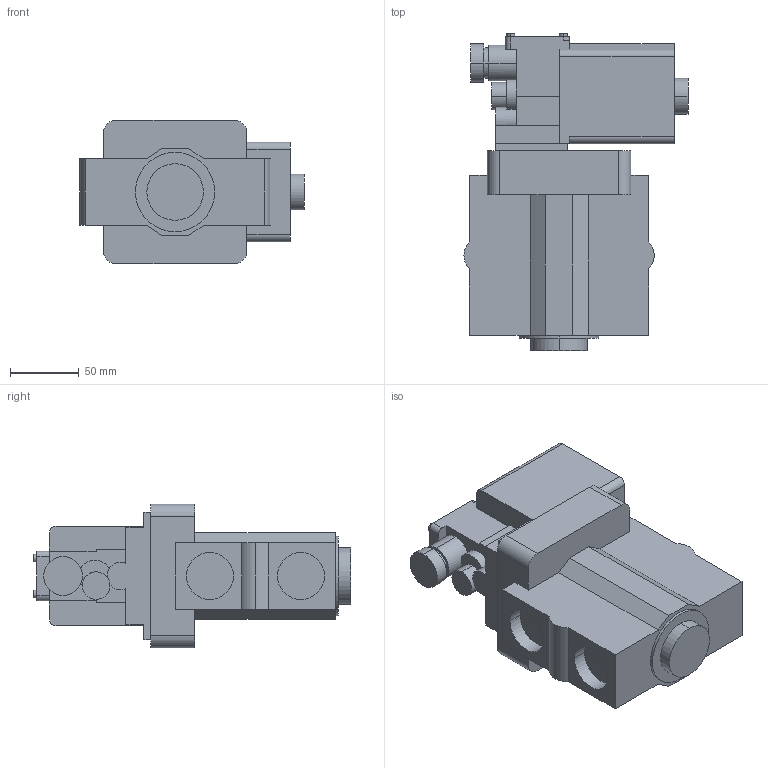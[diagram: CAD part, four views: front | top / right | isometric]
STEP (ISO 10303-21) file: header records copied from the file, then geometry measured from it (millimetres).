
FILE_DESCRIPTION (( 'STEP AP214' ), '1' );
FILE_NAME ('MVW7-25A.STEP', '2025-09-02T06:37:24', ( '' ), ( '' ), 'SwSTEP 2.0', 'SolidWorks 2023', '' );
FILE_SCHEMA (( 'AUTOMOTIVE_DESIGN' ));
Length unit declared in the file: millimetre
Products named in the file (1): MVW7-25A
Bounding box: 162.5 x 230 x 104 mm (x, y, z)
Volume: 1627520.2 mm3; surface area: 126728.8 mm2
Topology: 1 solids, 1 shells, 128 faces, 334 edges, 222 vertices
Faces by surface type: plane 78, cylinder 50
Entity records: 3973 total; most frequent: DIRECTION 700, CARTESIAN_POINT 685, ORIENTED_EDGE 668, EDGE_CURVE 334, AXIS2_PLACEMENT_3D 237, LINE 226, VECTOR 226, VERTEX_POINT 222
